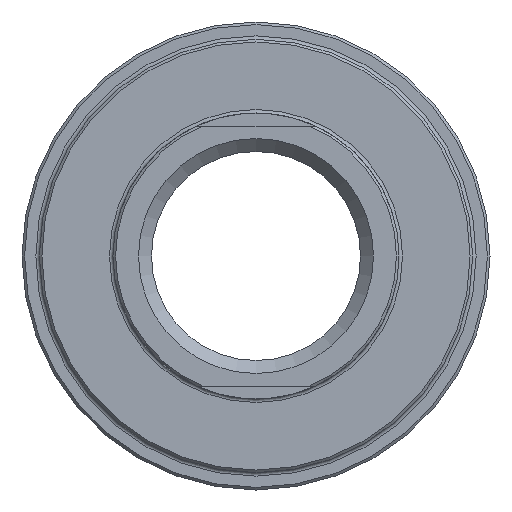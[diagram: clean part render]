
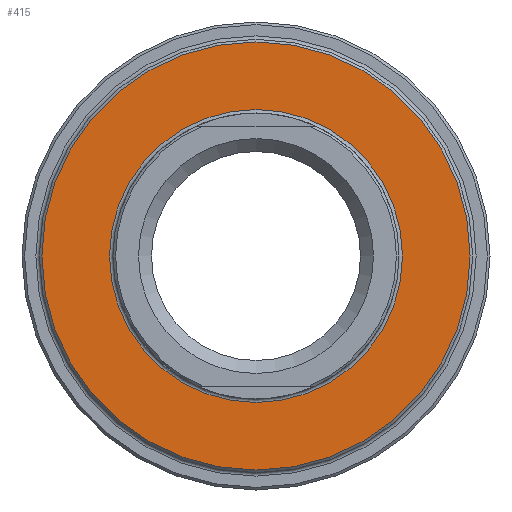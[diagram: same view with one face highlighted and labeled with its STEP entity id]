
A CAD part, left-side view. The second image highlights one B-rep face of the part: STEP entity #415.
In plain terms, the highlighted planar face has unit normal (-1, 0, 0).
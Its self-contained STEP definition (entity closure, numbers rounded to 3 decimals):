
#35=FACE_BOUND('',#121,.T.);
#65=CIRCLE('',#489,16.9);
#67=CIRCLE('',#492,24.7);
#91=FACE_OUTER_BOUND('',#120,.T.);
#120=EDGE_LOOP('',(#342));
#121=EDGE_LOOP('',(#343));
#201=VERTEX_POINT('',#753);
#202=VERTEX_POINT('',#758);
#253=EDGE_CURVE('',#201,#201,#65,.T.);
#255=EDGE_CURVE('',#202,#202,#67,.T.);
#342=ORIENTED_EDGE('',*,*,#255,.F.);
#343=ORIENTED_EDGE('',*,*,#253,.F.);
#397=PLANE('',#491);
#415=ADVANCED_FACE('',(#91,#35),#397,.T.);
#489=AXIS2_PLACEMENT_3D('',#755,#611,#612);
#491=AXIS2_PLACEMENT_3D('',#757,#615,#616);
#492=AXIS2_PLACEMENT_3D('',#759,#617,#618);
#611=DIRECTION('center_axis',(-1.,0.,0.));
#612=DIRECTION('ref_axis',(0.,-1.,0.));
#615=DIRECTION('center_axis',(-1.,0.,0.));
#616=DIRECTION('ref_axis',(0.,0.,1.));
#617=DIRECTION('center_axis',(1.,0.,0.));
#618=DIRECTION('ref_axis',(0.,-1.,0.));
#753=CARTESIAN_POINT('',(-13.5,0.,16.9));
#755=CARTESIAN_POINT('Origin',(-13.5,0.,0.));
#757=CARTESIAN_POINT('Origin',(-13.5,25.,0.));
#758=CARTESIAN_POINT('',(-13.5,24.7,0.));
#759=CARTESIAN_POINT('Origin',(-13.5,0.,0.));
